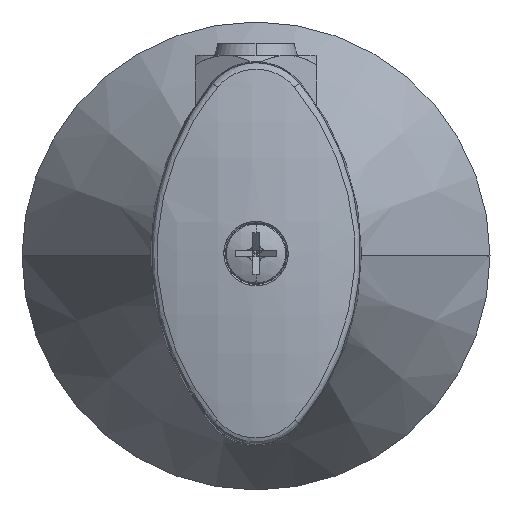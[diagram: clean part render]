
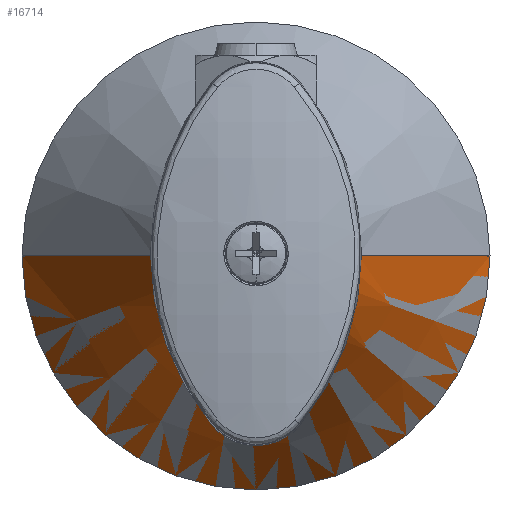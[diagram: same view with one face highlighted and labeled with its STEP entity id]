
A CAD part, top view. The second image highlights one B-rep face of the part: STEP entity #16714.
In plain terms, the highlighted conical face has half-angle 31.623 degrees and reference radius 21.907 mm.
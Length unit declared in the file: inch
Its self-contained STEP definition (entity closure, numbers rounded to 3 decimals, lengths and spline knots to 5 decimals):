
#15839=CARTESIAN_POINT('',(0.,0.,-6.1));
#15840=DIRECTION('',(0.,0.,1.));
#15841=DIRECTION('',(-1.,0.,0.));
#15842=AXIS2_PLACEMENT_3D('',#15839,#15840,#15841);
#15853=DIRECTION('',(0.524,0.,0.852));
#15854=VECTOR('',#15853,1.28737);
#15855=CARTESIAN_POINT('',(-1.2,0.,-6.1));
#15856=LINE('',#15855,#15854);
#15857=DIRECTION('',(0.524,0.,-0.852));
#15858=VECTOR('',#15857,1.28737);
#15859=CARTESIAN_POINT('',(0.525,0.,
-5.00378));
#15860=LINE('',#15859,#15858);
#15876=CARTESIAN_POINT('',(0.,0.,-5.00378));
#15877=DIRECTION('',(0.,0.,-1.));
#15878=DIRECTION('',(1.,0.,0.));
#15879=AXIS2_PLACEMENT_3D('',#15876,#15877,#15878);
#16458=CARTESIAN_POINT('',(-0.525,0.,
-5.00378));
#16460=VERTEX_POINT('',#16458);
#16463=CARTESIAN_POINT('',(0.525,0.,-5.00378));
#16464=VERTEX_POINT('',#16463);
#16610=CARTESIAN_POINT('',(-1.2,0.,-6.1));
#16611=VERTEX_POINT('',#16610);
#16612=CARTESIAN_POINT('',(1.2,0.,-6.1));
#16613=VERTEX_POINT('',#16612);
#16700=CARTESIAN_POINT('',(0.,0.,-5.55189));
#16701=DIRECTION('',(0.,0.,-1.));
#16702=DIRECTION('',(1.,0.,0.));
#16703=AXIS2_PLACEMENT_3D('',#16700,#16701,#16702);
#16704=CONICAL_SURFACE('',#16703,0.8625,31.623);
#16706=ORIENTED_EDGE('',*,*,#16705,.T.);
#16708=ORIENTED_EDGE('',*,*,#16707,.F.);
#16710=ORIENTED_EDGE('',*,*,#16709,.T.);
#16711=ORIENTED_EDGE('',*,*,#16693,.F.);
#16712=EDGE_LOOP('',(#16706,#16708,#16710,#16711));
#16713=FACE_OUTER_BOUND('',#16712,.F.);
#16714=ADVANCED_FACE('',(#16713),#16704,.T.);
#15843=CIRCLE('',#15842,1.2);
#15880=CIRCLE('',#15879,0.525);
#16693=EDGE_CURVE('',#16611,#16613,#15843,.T.);
#16705=EDGE_CURVE('',#16611,#16460,#15856,.T.);
#16707=EDGE_CURVE('',#16464,#16460,#15880,.T.);
#16709=EDGE_CURVE('',#16464,#16613,#15860,.T.);
